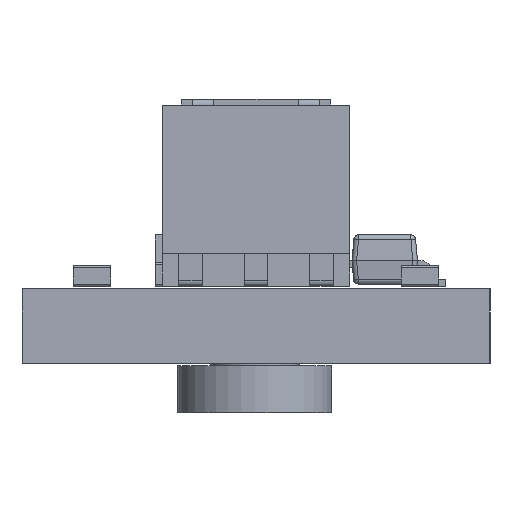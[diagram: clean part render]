
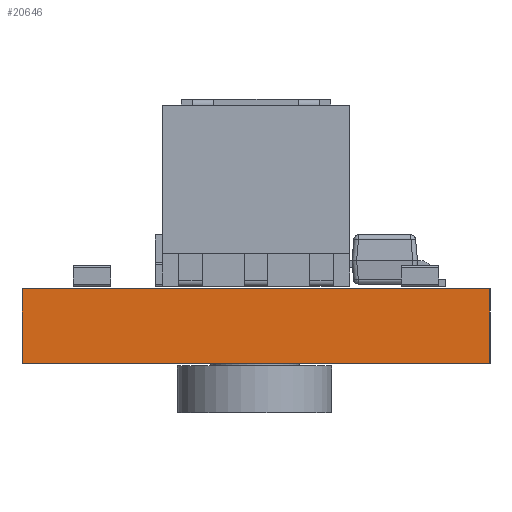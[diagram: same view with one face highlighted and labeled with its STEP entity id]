
A CAD part, left-side view. The second image highlights one B-rep face of the part: STEP entity #20646.
In plain terms, the highlighted planar face has unit normal (-1, 0, 0).
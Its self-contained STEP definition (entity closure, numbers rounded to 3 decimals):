
#20465 = PLANE('',#20466);
#20466 = AXIS2_PLACEMENT_3D('',#20467,#20468,#20469);
#20467 = CARTESIAN_POINT('',(146.25,-96.,0.));
#20468 = DIRECTION('',(0.,-1.,0.));
#20469 = DIRECTION('',(-1.,0.,0.));
#20490 = VERTEX_POINT('',#20491);
#20491 = CARTESIAN_POINT('',(124.25,-96.,1.6));
#20505 = PLANE('',#20506);
#20506 = AXIS2_PLACEMENT_3D('',#20507,#20508,#20509);
#20507 = CARTESIAN_POINT('',(135.25,-91.,1.6));
#20508 = DIRECTION('',(-0.,-0.,-1.));
#20509 = DIRECTION('',(-1.,0.,0.));
#20517 = EDGE_CURVE('',#20518,#20490,#20520,.T.);
#20518 = VERTEX_POINT('',#20519);
#20519 = CARTESIAN_POINT('',(124.25,-96.,0.));
#20520 = SURFACE_CURVE('',#20521,(#20525,#20532),.PCURVE_S1.);
#20521 = LINE('',#20522,#20523);
#20522 = CARTESIAN_POINT('',(124.25,-96.,0.));
#20523 = VECTOR('',#20524,1.);
#20524 = DIRECTION('',(0.,0.,1.));
#20525 = PCURVE('',#20465,#20526);
#20526 = DEFINITIONAL_REPRESENTATION('',(#20527),#20531);
#20527 = LINE('',#20528,#20529);
#20528 = CARTESIAN_POINT('',(22.,0.));
#20529 = VECTOR('',#20530,1.);
#20530 = DIRECTION('',(0.,-1.));
#20531 = ( GEOMETRIC_REPRESENTATION_CONTEXT(2) 
PARAMETRIC_REPRESENTATION_CONTEXT() REPRESENTATION_CONTEXT('2D SPACE',''
  ) );
#20532 = PCURVE('',#20533,#20538);
#20533 = PLANE('',#20534);
#20534 = AXIS2_PLACEMENT_3D('',#20535,#20536,#20537);
#20535 = CARTESIAN_POINT('',(124.25,-96.,0.));
#20536 = DIRECTION('',(-1.,0.,0.));
#20537 = DIRECTION('',(0.,1.,0.));
#20538 = DEFINITIONAL_REPRESENTATION('',(#20539),#20543);
#20539 = LINE('',#20540,#20541);
#20540 = CARTESIAN_POINT('',(0.,0.));
#20541 = VECTOR('',#20542,1.);
#20542 = DIRECTION('',(0.,-1.));
#20543 = ( GEOMETRIC_REPRESENTATION_CONTEXT(2) 
PARAMETRIC_REPRESENTATION_CONTEXT() REPRESENTATION_CONTEXT('2D SPACE',''
  ) );
#20559 = PLANE('',#20560);
#20560 = AXIS2_PLACEMENT_3D('',#20561,#20562,#20563);
#20561 = CARTESIAN_POINT('',(135.25,-91.,0.));
#20562 = DIRECTION('',(-0.,-0.,-1.));
#20563 = DIRECTION('',(-1.,0.,0.));
#20592 = PLANE('',#20593);
#20593 = AXIS2_PLACEMENT_3D('',#20594,#20595,#20596);
#20594 = CARTESIAN_POINT('',(124.25,-86.,0.));
#20595 = DIRECTION('',(0.,1.,0.));
#20596 = DIRECTION('',(1.,0.,0.));
#20646 = ADVANCED_FACE('',(#20647),#20533,.T.);
#20647 = FACE_BOUND('',#20648,.T.);
#20648 = EDGE_LOOP('',(#20649,#20650,#20673,#20696));
#20649 = ORIENTED_EDGE('',*,*,#20517,.T.);
#20650 = ORIENTED_EDGE('',*,*,#20651,.T.);
#20651 = EDGE_CURVE('',#20490,#20652,#20654,.T.);
#20652 = VERTEX_POINT('',#20653);
#20653 = CARTESIAN_POINT('',(124.25,-86.,1.6));
#20654 = SURFACE_CURVE('',#20655,(#20659,#20666),.PCURVE_S1.);
#20655 = LINE('',#20656,#20657);
#20656 = CARTESIAN_POINT('',(124.25,-96.,1.6));
#20657 = VECTOR('',#20658,1.);
#20658 = DIRECTION('',(0.,1.,0.));
#20659 = PCURVE('',#20533,#20660);
#20660 = DEFINITIONAL_REPRESENTATION('',(#20661),#20665);
#20661 = LINE('',#20662,#20663);
#20662 = CARTESIAN_POINT('',(0.,-1.6));
#20663 = VECTOR('',#20664,1.);
#20664 = DIRECTION('',(1.,0.));
#20665 = ( GEOMETRIC_REPRESENTATION_CONTEXT(2) 
PARAMETRIC_REPRESENTATION_CONTEXT() REPRESENTATION_CONTEXT('2D SPACE',''
  ) );
#20666 = PCURVE('',#20505,#20667);
#20667 = DEFINITIONAL_REPRESENTATION('',(#20668),#20672);
#20668 = LINE('',#20669,#20670);
#20669 = CARTESIAN_POINT('',(11.,-5.));
#20670 = VECTOR('',#20671,1.);
#20671 = DIRECTION('',(0.,1.));
#20672 = ( GEOMETRIC_REPRESENTATION_CONTEXT(2) 
PARAMETRIC_REPRESENTATION_CONTEXT() REPRESENTATION_CONTEXT('2D SPACE',''
  ) );
#20673 = ORIENTED_EDGE('',*,*,#20674,.F.);
#20674 = EDGE_CURVE('',#20675,#20652,#20677,.T.);
#20675 = VERTEX_POINT('',#20676);
#20676 = CARTESIAN_POINT('',(124.25,-86.,0.));
#20677 = SURFACE_CURVE('',#20678,(#20682,#20689),.PCURVE_S1.);
#20678 = LINE('',#20679,#20680);
#20679 = CARTESIAN_POINT('',(124.25,-86.,0.));
#20680 = VECTOR('',#20681,1.);
#20681 = DIRECTION('',(0.,0.,1.));
#20682 = PCURVE('',#20533,#20683);
#20683 = DEFINITIONAL_REPRESENTATION('',(#20684),#20688);
#20684 = LINE('',#20685,#20686);
#20685 = CARTESIAN_POINT('',(10.,0.));
#20686 = VECTOR('',#20687,1.);
#20687 = DIRECTION('',(0.,-1.));
#20688 = ( GEOMETRIC_REPRESENTATION_CONTEXT(2) 
PARAMETRIC_REPRESENTATION_CONTEXT() REPRESENTATION_CONTEXT('2D SPACE',''
  ) );
#20689 = PCURVE('',#20592,#20690);
#20690 = DEFINITIONAL_REPRESENTATION('',(#20691),#20695);
#20691 = LINE('',#20692,#20693);
#20692 = CARTESIAN_POINT('',(0.,0.));
#20693 = VECTOR('',#20694,1.);
#20694 = DIRECTION('',(0.,-1.));
#20695 = ( GEOMETRIC_REPRESENTATION_CONTEXT(2) 
PARAMETRIC_REPRESENTATION_CONTEXT() REPRESENTATION_CONTEXT('2D SPACE',''
  ) );
#20696 = ORIENTED_EDGE('',*,*,#20697,.F.);
#20697 = EDGE_CURVE('',#20518,#20675,#20698,.T.);
#20698 = SURFACE_CURVE('',#20699,(#20703,#20710),.PCURVE_S1.);
#20699 = LINE('',#20700,#20701);
#20700 = CARTESIAN_POINT('',(124.25,-96.,0.));
#20701 = VECTOR('',#20702,1.);
#20702 = DIRECTION('',(0.,1.,0.));
#20703 = PCURVE('',#20533,#20704);
#20704 = DEFINITIONAL_REPRESENTATION('',(#20705),#20709);
#20705 = LINE('',#20706,#20707);
#20706 = CARTESIAN_POINT('',(0.,0.));
#20707 = VECTOR('',#20708,1.);
#20708 = DIRECTION('',(1.,0.));
#20709 = ( GEOMETRIC_REPRESENTATION_CONTEXT(2) 
PARAMETRIC_REPRESENTATION_CONTEXT() REPRESENTATION_CONTEXT('2D SPACE',''
  ) );
#20710 = PCURVE('',#20559,#20711);
#20711 = DEFINITIONAL_REPRESENTATION('',(#20712),#20716);
#20712 = LINE('',#20713,#20714);
#20713 = CARTESIAN_POINT('',(11.,-5.));
#20714 = VECTOR('',#20715,1.);
#20715 = DIRECTION('',(0.,1.));
#20716 = ( GEOMETRIC_REPRESENTATION_CONTEXT(2) 
PARAMETRIC_REPRESENTATION_CONTEXT() REPRESENTATION_CONTEXT('2D SPACE',''
  ) );
